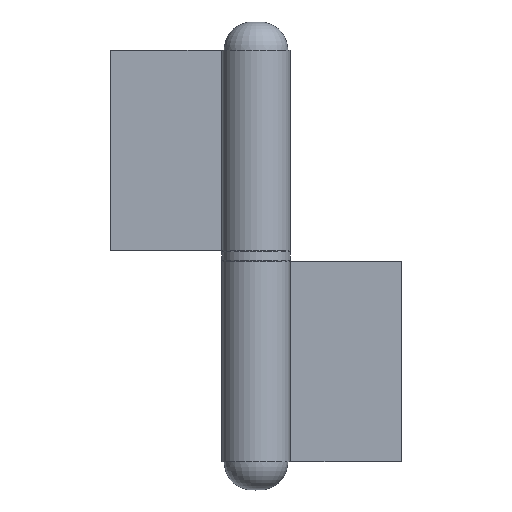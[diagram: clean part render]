
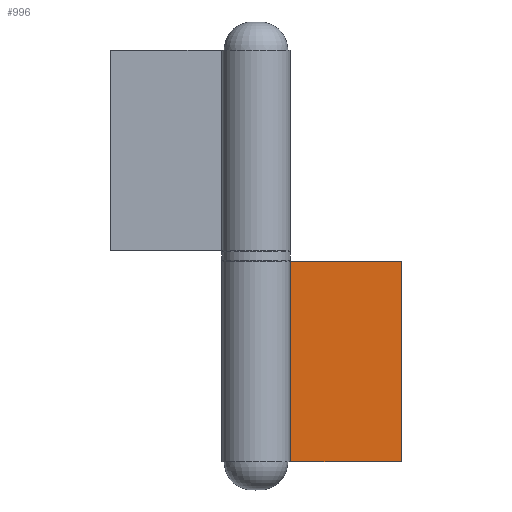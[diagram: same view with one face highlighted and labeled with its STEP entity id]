
A CAD part, top view. The second image highlights one B-rep face of the part: STEP entity #996.
In plain terms, the highlighted planar face has unit normal (0, 0, 1).
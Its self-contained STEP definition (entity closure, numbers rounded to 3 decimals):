
#76 = ORIENTED_EDGE ( 'NONE', *, *, #12426, .T. ) ;
#215 = LINE ( 'NONE', #1395, #9068 ) ;
#860 = ORIENTED_EDGE ( 'NONE', *, *, #9175, .F. ) ;
#996 = ADVANCED_FACE ( 'NONE', ( #3652 ), #10973, .F. ) ;
#1235 = VECTOR ( 'NONE', #8699, 1000. ) ;
#1310 = ORIENTED_EDGE ( 'NONE', *, *, #7904, .T. ) ;
#1395 = CARTESIAN_POINT ( 'NONE',  ( 0., 24., -5.15 ) ) ;
#1429 = EDGE_CURVE ( 'NONE', #5086, #5659, #2549, .T. ) ;
#1587 = LINE ( 'NONE', #11711, #6221 ) ;
#1725 = CARTESIAN_POINT ( 'NONE',  ( 34.85, -24., -5.15 ) ) ;
#2549 = LINE ( 'NONE', #12692, #11714 ) ;
#2963 = CARTESIAN_POINT ( 'NONE',  ( 0., 24., -5.15 ) ) ;
#3118 = CARTESIAN_POINT ( 'NONE',  ( 0., -24., -5.15 ) ) ;
#3407 = DIRECTION ( 'NONE',  ( 0., -1., 0. ) ) ;
#3652 = FACE_OUTER_BOUND ( 'NONE', #4783, .T. ) ;
#3968 = DIRECTION ( 'NONE',  ( -1., 0., 0. ) ) ;
#4135 = ORIENTED_EDGE ( 'NONE', *, *, #1429, .F. ) ;
#4259 = EDGE_CURVE ( 'NONE', #12417, #11817, #215, .T. ) ;
#4272 = AXIS2_PLACEMENT_3D ( 'NONE', #2963, #4961, #3968 ) ;
#4783 = EDGE_LOOP ( 'NONE', ( #1310, #76, #4135, #860, #10492 ) ) ;
#4798 = LINE ( 'NONE', #4898, #6642 ) ;
#4863 = DIRECTION ( 'NONE',  ( 1., 0., 0. ) ) ;
#4898 = CARTESIAN_POINT ( 'NONE',  ( 0., -24., -5.15 ) ) ;
#4961 = DIRECTION ( 'NONE',  ( 0., 0., -1. ) ) ;
#5053 = CARTESIAN_POINT ( 'NONE',  ( 34.85, 24., -5.15 ) ) ;
#5086 = VERTEX_POINT ( 'NONE', #5053 ) ;
#5659 = VERTEX_POINT ( 'NONE', #1725 ) ;
#6221 = VECTOR ( 'NONE', #4863, 1000. ) ;
#6642 = VECTOR ( 'NONE', #6924, 1000. ) ;
#6674 = CARTESIAN_POINT ( 'NONE',  ( 0., 24., -5.15 ) ) ;
#6924 = DIRECTION ( 'NONE',  ( 1., 0., 0. ) ) ;
#6939 = DIRECTION ( 'NONE',  ( 0., -1., 0. ) ) ;
#7883 = VERTEX_POINT ( 'NONE', #10671 ) ;
#7904 = EDGE_CURVE ( 'NONE', #11817, #7883, #1587, .T. ) ;
#8699 = DIRECTION ( 'NONE',  ( 1., 0., 0. ) ) ;
#9068 = VECTOR ( 'NONE', #3407, 1000. ) ;
#9175 = EDGE_CURVE ( 'NONE', #12417, #5086, #10416, .T. ) ;
#10416 = LINE ( 'NONE', #11650, #1235 ) ;
#10492 = ORIENTED_EDGE ( 'NONE', *, *, #4259, .T. ) ;
#10671 = CARTESIAN_POINT ( 'NONE',  ( 5.657, -24., -5.15 ) ) ;
#10973 = PLANE ( 'NONE',  #4272 ) ;
#11650 = CARTESIAN_POINT ( 'NONE',  ( 0., 24., -5.15 ) ) ;
#11711 = CARTESIAN_POINT ( 'NONE',  ( 0., -24., -5.15 ) ) ;
#11714 = VECTOR ( 'NONE', #6939, 1000. ) ;
#11817 = VERTEX_POINT ( 'NONE', #3118 ) ;
#12417 = VERTEX_POINT ( 'NONE', #6674 ) ;
#12426 = EDGE_CURVE ( 'NONE', #7883, #5659, #4798, .T. ) ;
#12692 = CARTESIAN_POINT ( 'NONE',  ( 34.85, 24., -5.15 ) ) ;
